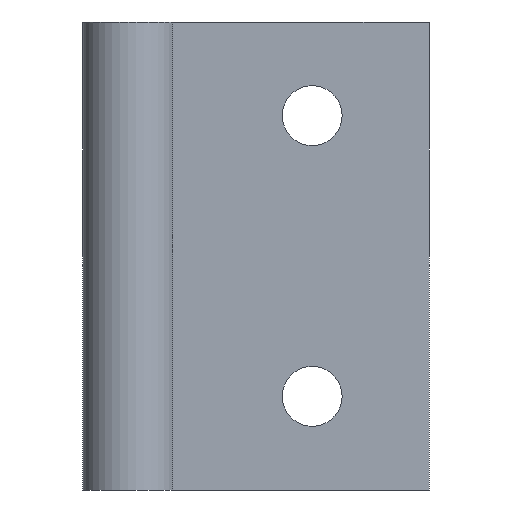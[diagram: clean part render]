
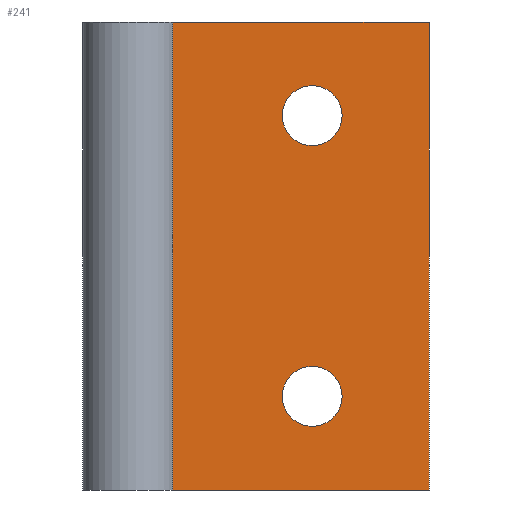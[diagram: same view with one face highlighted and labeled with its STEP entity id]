
A CAD part, front view. The second image highlights one B-rep face of the part: STEP entity #241.
In plain terms, the highlighted planar face has unit normal (0, -1, 0).
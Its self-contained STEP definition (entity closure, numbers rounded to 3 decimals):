
#18 = CARTESIAN_POINT ( 'NONE',  ( 32., -2., 25. ) ) ;
#25 = VECTOR ( 'NONE', #68, 1000. ) ;
#26 = EDGE_CURVE ( 'NONE', #47, #551, #188, .T. ) ;
#37 = EDGE_LOOP ( 'NONE', ( #803, #335, #681, #682 ) ) ;
#47 = VERTEX_POINT ( 'NONE', #712 ) ;
#52 = CARTESIAN_POINT ( 'NONE',  ( 4.583, -2., 25. ) ) ;
#54 = VECTOR ( 'NONE', #158, 1000. ) ;
#61 = FACE_OUTER_BOUND ( 'NONE', #37, .T. ) ;
#68 = DIRECTION ( 'NONE',  ( 0., 0., 1. ) ) ;
#80 = LINE ( 'NONE', #407, #54 ) ;
#94 = CIRCLE ( 'NONE', #650, 3.2 ) ;
#101 = DIRECTION ( 'NONE',  ( 0., 0., 1. ) ) ;
#113 = VERTEX_POINT ( 'NONE', #534 ) ;
#114 = VERTEX_POINT ( 'NONE', #18 ) ;
#119 = EDGE_CURVE ( 'NONE', #715, #135, #94, .T. ) ;
#121 = LINE ( 'NONE', #126, #515 ) ;
#126 = CARTESIAN_POINT ( 'NONE',  ( 4.583, -2., 25. ) ) ;
#127 = CARTESIAN_POINT ( 'NONE',  ( 4.583, -2., 25. ) ) ;
#135 = VERTEX_POINT ( 'NONE', #673 ) ;
#158 = DIRECTION ( 'NONE',  ( -1., 0., 0. ) ) ;
#160 = AXIS2_PLACEMENT_3D ( 'NONE', #545, #286, #807 ) ;
#178 = EDGE_CURVE ( 'NONE', #114, #359, #766, .T. ) ;
#187 = CIRCLE ( 'NONE', #632, 3.2 ) ;
#188 = LINE ( 'NONE', #127, #25 ) ;
#190 = EDGE_LOOP ( 'NONE', ( #214, #726 ) ) ;
#214 = ORIENTED_EDGE ( 'NONE', *, *, #372, .F. ) ;
#241 = ADVANCED_FACE ( 'NONE', ( #308, #839, #61 ), #516, .F. ) ;
#254 = CARTESIAN_POINT ( 'NONE',  ( 4.583, -2., 25. ) ) ;
#261 = DIRECTION ( 'NONE',  ( 0., 0., 1. ) ) ;
#264 = DIRECTION ( 'NONE',  ( 0., 1., 0. ) ) ;
#265 = DIRECTION ( 'NONE',  ( 0., -1., 0. ) ) ;
#267 = CIRCLE ( 'NONE', #160, 3.2 ) ;
#286 = DIRECTION ( 'NONE',  ( 0., -1., 0. ) ) ;
#288 = AXIS2_PLACEMENT_3D ( 'NONE', #680, #598, #473 ) ;
#293 = DIRECTION ( 'NONE',  ( 0., -1., 0. ) ) ;
#304 = EDGE_CURVE ( 'NONE', #551, #114, #121, .T. ) ;
#308 = FACE_BOUND ( 'NONE', #540, .T. ) ;
#334 = EDGE_CURVE ( 'NONE', #135, #715, #821, .T. ) ;
#335 = ORIENTED_EDGE ( 'NONE', *, *, #304, .F. ) ;
#359 = VERTEX_POINT ( 'NONE', #808 ) ;
#361 = ORIENTED_EDGE ( 'NONE', *, *, #334, .F. ) ;
#372 = EDGE_CURVE ( 'NONE', #113, #778, #187, .T. ) ;
#380 = CARTESIAN_POINT ( 'NONE',  ( 19.5, -2., 11.8 ) ) ;
#401 = VECTOR ( 'NONE', #809, 1000. ) ;
#407 = CARTESIAN_POINT ( 'NONE',  ( 4.583, -2., -25. ) ) ;
#415 = CARTESIAN_POINT ( 'NONE',  ( 19.5, -2., -15. ) ) ;
#433 = ORIENTED_EDGE ( 'NONE', *, *, #119, .F. ) ;
#435 = EDGE_CURVE ( 'NONE', #359, #47, #80, .T. ) ;
#458 = CARTESIAN_POINT ( 'NONE',  ( 19.5, -2., -18.2 ) ) ;
#463 = DIRECTION ( 'NONE',  ( 0., 0., 1. ) ) ;
#473 = DIRECTION ( 'NONE',  ( 0., 0., 1. ) ) ;
#485 = CARTESIAN_POINT ( 'NONE',  ( 32., -2., 25. ) ) ;
#515 = VECTOR ( 'NONE', #659, 1000. ) ;
#516 = PLANE ( 'NONE',  #827 ) ;
#534 = CARTESIAN_POINT ( 'NONE',  ( 19.5, -2., -11.8 ) ) ;
#540 = EDGE_LOOP ( 'NONE', ( #361, #433 ) ) ;
#545 = CARTESIAN_POINT ( 'NONE',  ( 19.5, -2., -15. ) ) ;
#551 = VERTEX_POINT ( 'NONE', #52 ) ;
#598 = DIRECTION ( 'NONE',  ( 0., -1., 0. ) ) ;
#632 = AXIS2_PLACEMENT_3D ( 'NONE', #415, #293, #101 ) ;
#650 = AXIS2_PLACEMENT_3D ( 'NONE', #802, #265, #261 ) ;
#659 = DIRECTION ( 'NONE',  ( 1., 0., 0. ) ) ;
#673 = CARTESIAN_POINT ( 'NONE',  ( 19.5, -2., 18.2 ) ) ;
#680 = CARTESIAN_POINT ( 'NONE',  ( 19.5, -2., 15. ) ) ;
#681 = ORIENTED_EDGE ( 'NONE', *, *, #26, .F. ) ;
#682 = ORIENTED_EDGE ( 'NONE', *, *, #435, .F. ) ;
#712 = CARTESIAN_POINT ( 'NONE',  ( 4.583, -2., -25. ) ) ;
#715 = VERTEX_POINT ( 'NONE', #380 ) ;
#726 = ORIENTED_EDGE ( 'NONE', *, *, #795, .F. ) ;
#766 = LINE ( 'NONE', #485, #401 ) ;
#778 = VERTEX_POINT ( 'NONE', #458 ) ;
#795 = EDGE_CURVE ( 'NONE', #778, #113, #267, .T. ) ;
#802 = CARTESIAN_POINT ( 'NONE',  ( 19.5, -2., 15. ) ) ;
#803 = ORIENTED_EDGE ( 'NONE', *, *, #178, .F. ) ;
#807 = DIRECTION ( 'NONE',  ( 0., 0., 1. ) ) ;
#808 = CARTESIAN_POINT ( 'NONE',  ( 32., -2., -25. ) ) ;
#809 = DIRECTION ( 'NONE',  ( 0., 0., -1. ) ) ;
#821 = CIRCLE ( 'NONE', #288, 3.2 ) ;
#827 = AXIS2_PLACEMENT_3D ( 'NONE', #254, #264, #463 ) ;
#839 = FACE_BOUND ( 'NONE', #190, .T. ) ;
